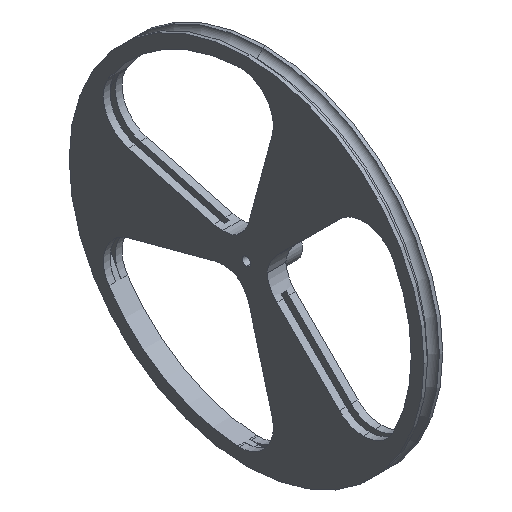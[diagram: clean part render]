
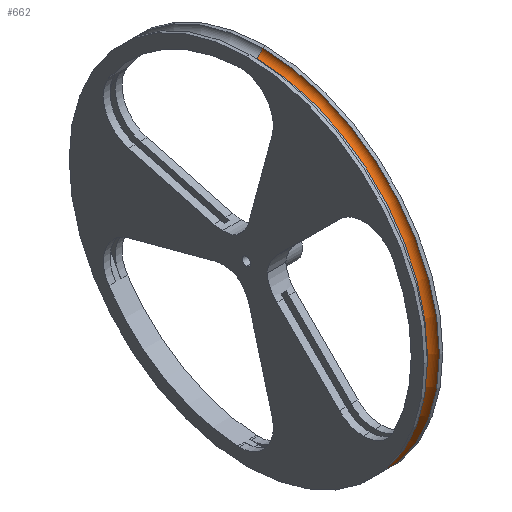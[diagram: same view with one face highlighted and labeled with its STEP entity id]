
A CAD part, isometric view. The second image highlights one B-rep face of the part: STEP entity #662.
In plain terms, the highlighted toroidal (fillet/blend) face has major radius 52.362 mm and minor radius 1.765 mm.
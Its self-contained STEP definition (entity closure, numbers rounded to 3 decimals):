
#53 = AXIS2_PLACEMENT_3D ( 'NONE', #1252, #400, #747 ) ;
#150 = VERTEX_POINT ( 'NONE', #1931 ) ;
#238 = VERTEX_POINT ( 'NONE', #1473 ) ;
#241 = DIRECTION ( 'NONE',  ( 0., 0., -1. ) ) ;
#249 = ORIENTED_EDGE ( 'NONE', *, *, #1285, .T. ) ;
#361 = AXIS2_PLACEMENT_3D ( 'NONE', #1852, #766, #789 ) ;
#384 = EDGE_CURVE ( 'NONE', #238, #2291, #1703, .T. ) ;
#400 = DIRECTION ( 'NONE',  ( 1., 0., 0. ) ) ;
#443 = ORIENTED_EDGE ( 'NONE', *, *, #635, .F. ) ;
#462 = ORIENTED_EDGE ( 'NONE', *, *, #1442, .F. ) ;
#559 = CIRCLE ( 'NONE', #361, 1.765 ) ;
#635 = EDGE_CURVE ( 'NONE', #238, #2096, #1056, .T. ) ;
#662 = ADVANCED_FACE ( 'NONE', ( #1652 ), #1407, .F. ) ;
#717 = CARTESIAN_POINT ( 'NONE',  ( 0., -52.362, 0. ) ) ;
#747 = DIRECTION ( 'NONE',  ( 0., 0., -1. ) ) ;
#766 = DIRECTION ( 'NONE',  ( 0., -1., 0. ) ) ;
#789 = DIRECTION ( 'NONE',  ( 0., 0., -1. ) ) ;
#796 = CARTESIAN_POINT ( 'NONE',  ( 1.765, -52.362, -52.362 ) ) ;
#886 = DIRECTION ( 'NONE',  ( 0., 1., 0. ) ) ;
#1056 = CIRCLE ( 'NONE', #53, 52.362 ) ;
#1077 = DIRECTION ( 'NONE',  ( 0., 0., -1. ) ) ;
#1098 = AXIS2_PLACEMENT_3D ( 'NONE', #717, #1468, #1077 ) ;
#1252 = CARTESIAN_POINT ( 'NONE',  ( 1.765, -52.362, 0. ) ) ;
#1258 = AXIS2_PLACEMENT_3D ( 'NONE', #1308, #1861, #241 ) ;
#1285 = EDGE_CURVE ( 'NONE', #2291, #150, #1417, .T. ) ;
#1308 = CARTESIAN_POINT ( 'NONE',  ( 0., -52.362, 0. ) ) ;
#1407 = TOROIDAL_SURFACE ( 'NONE', #1098, 52.362, 1.765 ) ;
#1417 = CIRCLE ( 'NONE', #1258, 50.597 ) ;
#1428 = DIRECTION ( 'NONE',  ( 0., 0., 1. ) ) ;
#1442 = EDGE_CURVE ( 'NONE', #2096, #150, #559, .T. ) ;
#1468 = DIRECTION ( 'NONE',  ( 1., 0., 0. ) ) ;
#1473 = CARTESIAN_POINT ( 'NONE',  ( 1.765, -52.362, 52.362 ) ) ;
#1625 = CARTESIAN_POINT ( 'NONE',  ( 0., -52.362, 52.362 ) ) ;
#1652 = FACE_OUTER_BOUND ( 'NONE', #2025, .T. ) ;
#1703 = CIRCLE ( 'NONE', #2154, 1.765 ) ;
#1848 = CARTESIAN_POINT ( 'NONE',  ( 0., -52.362, 50.597 ) ) ;
#1852 = CARTESIAN_POINT ( 'NONE',  ( 0., -52.362, -52.362 ) ) ;
#1861 = DIRECTION ( 'NONE',  ( 1., 0., 0. ) ) ;
#1931 = CARTESIAN_POINT ( 'NONE',  ( 0., -52.362, -50.597 ) ) ;
#2025 = EDGE_LOOP ( 'NONE', ( #2066, #249, #462, #443 ) ) ;
#2066 = ORIENTED_EDGE ( 'NONE', *, *, #384, .T. ) ;
#2096 = VERTEX_POINT ( 'NONE', #796 ) ;
#2154 = AXIS2_PLACEMENT_3D ( 'NONE', #1625, #886, #1428 ) ;
#2291 = VERTEX_POINT ( 'NONE', #1848 ) ;
